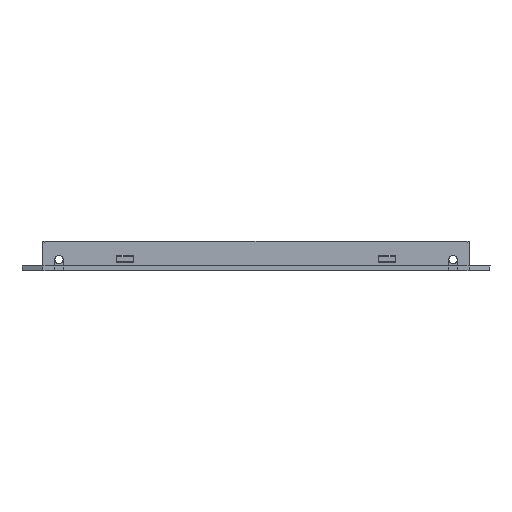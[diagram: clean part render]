
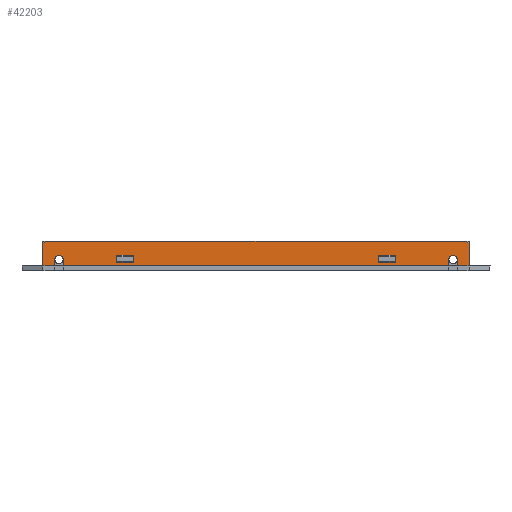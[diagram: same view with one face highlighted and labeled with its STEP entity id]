
A CAD part, left-side view. The second image highlights one B-rep face of the part: STEP entity #42203.
In plain terms, the highlighted planar face has unit normal (-1, 0, 0).
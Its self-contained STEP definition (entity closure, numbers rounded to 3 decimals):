
#32=FACE_BOUND('',#2669,.T.);
#33=FACE_BOUND('',#2670,.T.);
#591=CIRCLE('',#44279,1.7);
#592=CIRCLE('',#44280,1.7);
#607=FACE_OUTER_BOUND('',#2668,.T.);
#2668=EDGE_LOOP('',(#27809,#27810,#27811,#27812,#27813,#27814,#27815,#27816,
#27817,#27818,#27819,#27820,#27821,#27822));
#2669=EDGE_LOOP('',(#27823,#27824,#27825,#27826));
#2670=EDGE_LOOP('',(#27827,#27828,#27829,#27830));
#5297=LINE('',#56712,#11448);
#5298=LINE('',#56716,#11449);
#5299=LINE('',#56718,#11450);
#5300=LINE('',#56720,#11451);
#5301=LINE('',#56724,#11452);
#5302=LINE('',#56726,#11453);
#5303=LINE('',#56728,#11454);
#5304=LINE('',#56730,#11455);
#5305=LINE('',#56732,#11456);
#5306=LINE('',#56734,#11457);
#5307=LINE('',#56736,#11458);
#5308=LINE('',#56737,#11459);
#5309=LINE('',#56740,#11460);
#5310=LINE('',#56742,#11461);
#5311=LINE('',#56744,#11462);
#5312=LINE('',#56745,#11463);
#5313=LINE('',#56748,#11464);
#5314=LINE('',#56750,#11465);
#5315=LINE('',#56752,#11466);
#5316=LINE('',#56753,#11467);
#11448=VECTOR('',#46382,10.);
#11449=VECTOR('',#46385,10.);
#11450=VECTOR('',#46386,10.);
#11451=VECTOR('',#46387,10.);
#11452=VECTOR('',#46390,10.);
#11453=VECTOR('',#46391,10.);
#11454=VECTOR('',#46392,10.);
#11455=VECTOR('',#46393,10.);
#11456=VECTOR('',#46394,10.);
#11457=VECTOR('',#46395,10.);
#11458=VECTOR('',#46396,10.);
#11459=VECTOR('',#46397,10.);
#11460=VECTOR('',#46398,10.);
#11461=VECTOR('',#46399,10.);
#11462=VECTOR('',#46400,10.);
#11463=VECTOR('',#46401,10.);
#11464=VECTOR('',#46402,10.);
#11465=VECTOR('',#46403,10.);
#11466=VECTOR('',#46404,10.);
#11467=VECTOR('',#46405,10.);
#17597=VERTEX_POINT('',#56710);
#17598=VERTEX_POINT('',#56711);
#17599=VERTEX_POINT('',#56713);
#17600=VERTEX_POINT('',#56715);
#17601=VERTEX_POINT('',#56717);
#17602=VERTEX_POINT('',#56719);
#17603=VERTEX_POINT('',#56721);
#17604=VERTEX_POINT('',#56723);
#17605=VERTEX_POINT('',#56725);
#17606=VERTEX_POINT('',#56727);
#17607=VERTEX_POINT('',#56729);
#17608=VERTEX_POINT('',#56731);
#17609=VERTEX_POINT('',#56733);
#17610=VERTEX_POINT('',#56735);
#17611=VERTEX_POINT('',#56738);
#17612=VERTEX_POINT('',#56739);
#17613=VERTEX_POINT('',#56741);
#17614=VERTEX_POINT('',#56743);
#17615=VERTEX_POINT('',#56746);
#17616=VERTEX_POINT('',#56747);
#17617=VERTEX_POINT('',#56749);
#17618=VERTEX_POINT('',#56751);
#21632=EDGE_CURVE('',#17597,#17598,#5297,.T.);
#21633=EDGE_CURVE('',#17599,#17597,#591,.T.);
#21634=EDGE_CURVE('',#17600,#17599,#5298,.T.);
#21635=EDGE_CURVE('',#17601,#17600,#5299,.T.);
#21636=EDGE_CURVE('',#17602,#17601,#5300,.T.);
#21637=EDGE_CURVE('',#17603,#17602,#592,.T.);
#21638=EDGE_CURVE('',#17604,#17603,#5301,.T.);
#21639=EDGE_CURVE('',#17605,#17604,#5302,.T.);
#21640=EDGE_CURVE('',#17606,#17605,#5303,.T.);
#21641=EDGE_CURVE('',#17607,#17606,#5304,.T.);
#21642=EDGE_CURVE('',#17608,#17607,#5305,.T.);
#21643=EDGE_CURVE('',#17609,#17608,#5306,.T.);
#21644=EDGE_CURVE('',#17610,#17609,#5307,.T.);
#21645=EDGE_CURVE('',#17598,#17610,#5308,.T.);
#21646=EDGE_CURVE('',#17611,#17612,#5309,.T.);
#21647=EDGE_CURVE('',#17613,#17612,#5310,.T.);
#21648=EDGE_CURVE('',#17614,#17613,#5311,.T.);
#21649=EDGE_CURVE('',#17611,#17614,#5312,.T.);
#21650=EDGE_CURVE('',#17615,#17616,#5313,.T.);
#21651=EDGE_CURVE('',#17617,#17615,#5314,.T.);
#21652=EDGE_CURVE('',#17618,#17617,#5315,.T.);
#21653=EDGE_CURVE('',#17616,#17618,#5316,.T.);
#27809=ORIENTED_EDGE('',*,*,#21632,.F.);
#27810=ORIENTED_EDGE('',*,*,#21633,.F.);
#27811=ORIENTED_EDGE('',*,*,#21634,.F.);
#27812=ORIENTED_EDGE('',*,*,#21635,.F.);
#27813=ORIENTED_EDGE('',*,*,#21636,.F.);
#27814=ORIENTED_EDGE('',*,*,#21637,.F.);
#27815=ORIENTED_EDGE('',*,*,#21638,.F.);
#27816=ORIENTED_EDGE('',*,*,#21639,.F.);
#27817=ORIENTED_EDGE('',*,*,#21640,.F.);
#27818=ORIENTED_EDGE('',*,*,#21641,.F.);
#27819=ORIENTED_EDGE('',*,*,#21642,.F.);
#27820=ORIENTED_EDGE('',*,*,#21643,.F.);
#27821=ORIENTED_EDGE('',*,*,#21644,.F.);
#27822=ORIENTED_EDGE('',*,*,#21645,.F.);
#27823=ORIENTED_EDGE('',*,*,#21646,.T.);
#27824=ORIENTED_EDGE('',*,*,#21647,.F.);
#27825=ORIENTED_EDGE('',*,*,#21648,.F.);
#27826=ORIENTED_EDGE('',*,*,#21649,.F.);
#27827=ORIENTED_EDGE('',*,*,#21650,.F.);
#27828=ORIENTED_EDGE('',*,*,#21651,.F.);
#27829=ORIENTED_EDGE('',*,*,#21652,.F.);
#27830=ORIENTED_EDGE('',*,*,#21653,.F.);
#40148=PLANE('',#44278);
#42203=ADVANCED_FACE('',(#607,#32,#33),#40148,.T.);
#44278=AXIS2_PLACEMENT_3D('',#56709,#46380,#46381);
#44279=AXIS2_PLACEMENT_3D('',#56714,#46383,#46384);
#44280=AXIS2_PLACEMENT_3D('',#56722,#46388,#46389);
#46380=DIRECTION('center_axis',(-1.,0.,0.));
#46381=DIRECTION('ref_axis',(0.,1.,0.));
#46382=DIRECTION('',(0.,0.,-1.));
#46383=DIRECTION('center_axis',(-1.,0.,0.));
#46384=DIRECTION('ref_axis',(0.,1.,0.));
#46385=DIRECTION('',(0.,0.,1.));
#46386=DIRECTION('',(0.,1.,0.));
#46387=DIRECTION('',(0.,0.,-1.));
#46388=DIRECTION('center_axis',(-1.,0.,0.));
#46389=DIRECTION('ref_axis',(0.,1.,0.));
#46390=DIRECTION('',(0.,0.,1.));
#46391=DIRECTION('',(0.,1.,0.));
#46392=DIRECTION('',(0.,0.,-1.));
#46393=DIRECTION('',(0.,-0.819,-0.574));
#46394=DIRECTION('',(0.,-1.,0.));
#46395=DIRECTION('',(0.,-0.819,0.574));
#46396=DIRECTION('',(0.,0.,1.));
#46397=DIRECTION('',(0.,1.,0.));
#46398=DIRECTION('',(0.,0.,-1.));
#46399=DIRECTION('',(0.,-1.,0.));
#46400=DIRECTION('',(0.,0.,-1.));
#46401=DIRECTION('',(0.,1.,0.));
#46402=DIRECTION('',(0.,1.,0.));
#46403=DIRECTION('',(0.,0.,1.));
#46404=DIRECTION('',(0.,-1.,0.));
#46405=DIRECTION('',(0.,0.,-1.));
#56709=CARTESIAN_POINT('Origin',(2458.581,430.349,27.092));
#56710=CARTESIAN_POINT('',(2458.581,416.446,35.972));
#56711=CARTESIAN_POINT('',(2458.581,416.446,33.472));
#56712=CARTESIAN_POINT('',(2458.581,416.446,35.972));
#56713=CARTESIAN_POINT('',(2458.581,413.046,35.972));
#56714=CARTESIAN_POINT('Origin',(2458.581,414.746,35.972));
#56715=CARTESIAN_POINT('',(2458.581,413.046,33.472));
#56716=CARTESIAN_POINT('',(2458.581,413.046,33.472));
#56717=CARTESIAN_POINT('',(2458.581,255.375,33.472));
#56718=CARTESIAN_POINT('',(2458.581,255.375,33.472));
#56719=CARTESIAN_POINT('',(2458.581,255.375,35.972));
#56720=CARTESIAN_POINT('',(2458.581,255.375,35.972));
#56721=CARTESIAN_POINT('',(2458.581,251.975,35.972));
#56722=CARTESIAN_POINT('Origin',(2458.581,253.675,35.972));
#56723=CARTESIAN_POINT('',(2458.581,251.975,33.472));
#56724=CARTESIAN_POINT('',(2458.581,251.975,33.472));
#56725=CARTESIAN_POINT('',(2458.581,247.108,33.472));
#56726=CARTESIAN_POINT('',(2458.581,247.108,33.472));
#56727=CARTESIAN_POINT('',(2458.581,247.108,42.672));
#56728=CARTESIAN_POINT('',(2458.581,247.108,42.672));
#56729=CARTESIAN_POINT('',(2458.581,248.249,43.472));
#56730=CARTESIAN_POINT('',(2458.581,248.249,43.472));
#56731=CARTESIAN_POINT('',(2458.581,420.172,43.472));
#56732=CARTESIAN_POINT('',(2458.581,420.172,43.472));
#56733=CARTESIAN_POINT('',(2458.581,421.314,42.672));
#56734=CARTESIAN_POINT('',(2458.581,421.314,42.672));
#56735=CARTESIAN_POINT('',(2458.581,421.314,33.472));
#56736=CARTESIAN_POINT('',(2458.581,421.314,33.472));
#56737=CARTESIAN_POINT('',(2458.581,416.446,33.472));
#56738=CARTESIAN_POINT('',(2458.581,384.411,37.741));
#56739=CARTESIAN_POINT('',(2458.581,384.411,34.741));
#56740=CARTESIAN_POINT('',(2458.581,384.411,37.741));
#56741=CARTESIAN_POINT('',(2458.581,391.066,34.741));
#56742=CARTESIAN_POINT('',(2458.581,391.066,34.741));
#56743=CARTESIAN_POINT('',(2458.581,391.066,37.741));
#56744=CARTESIAN_POINT('',(2458.581,391.066,37.741));
#56745=CARTESIAN_POINT('',(2458.581,384.411,37.741));
#56746=CARTESIAN_POINT('',(2458.581,277.355,37.741));
#56747=CARTESIAN_POINT('',(2458.581,284.01,37.741));
#56748=CARTESIAN_POINT('',(2458.581,277.355,37.741));
#56749=CARTESIAN_POINT('',(2458.581,277.355,34.741));
#56750=CARTESIAN_POINT('',(2458.581,277.355,34.741));
#56751=CARTESIAN_POINT('',(2458.581,284.01,34.741));
#56752=CARTESIAN_POINT('',(2458.581,284.01,34.741));
#56753=CARTESIAN_POINT('',(2458.581,284.01,37.741));
